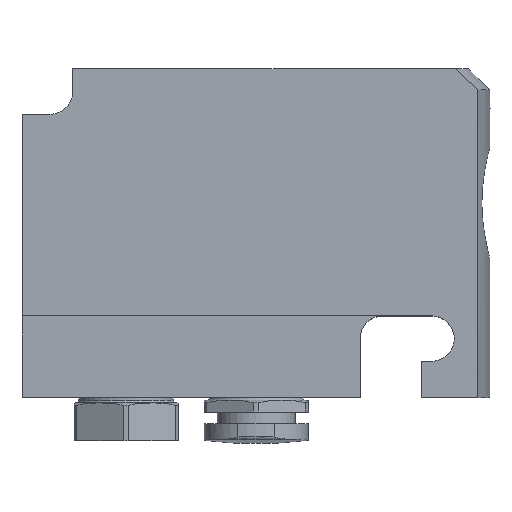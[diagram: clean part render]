
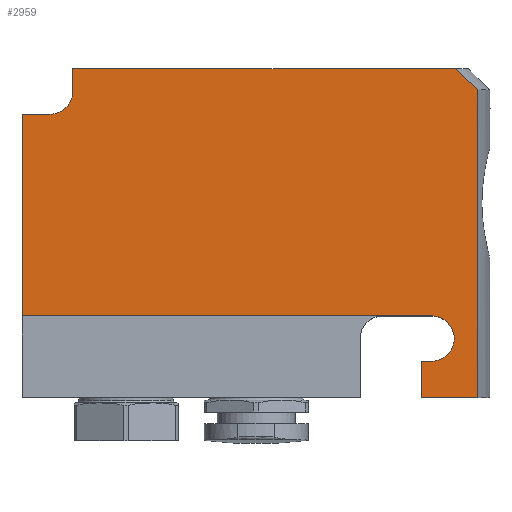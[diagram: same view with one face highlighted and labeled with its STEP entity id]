
A CAD part, top view. The second image highlights one B-rep face of the part: STEP entity #2959.
In plain terms, the highlighted planar face has unit normal (0, 0, 1).
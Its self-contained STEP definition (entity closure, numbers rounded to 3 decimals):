
#37=PLANE('',#3155);
#118=B_SPLINE_CURVE_WITH_KNOTS('',3,(#4340,#4341,#4342,#4343),
 .UNSPECIFIED.,.F.,.F.,(4,4),(0.003,0.006),
 .UNSPECIFIED.);
#188=LINE('',#4192,#286);
#194=LINE('',#4219,#292);
#199=LINE('',#4325,#297);
#200=LINE('',#4329,#298);
#201=LINE('',#4331,#299);
#202=LINE('',#4335,#300);
#203=LINE('',#4337,#301);
#204=LINE('',#4339,#302);
#205=LINE('',#4344,#303);
#286=VECTOR('',#3479,1000.);
#292=VECTOR('',#3489,1000.);
#297=VECTOR('',#3532,1000.);
#298=VECTOR('',#3537,1000.);
#299=VECTOR('',#3538,1000.);
#300=VECTOR('',#3541,1000.);
#301=VECTOR('',#3542,1000.);
#302=VECTOR('',#3543,1000.);
#303=VECTOR('',#3544,1000.);
#486=ORIENTED_EDGE('',*,*,#996,.F.);
#487=ORIENTED_EDGE('',*,*,#958,.T.);
#488=ORIENTED_EDGE('',*,*,#997,.F.);
#489=ORIENTED_EDGE('',*,*,#998,.F.);
#490=ORIENTED_EDGE('',*,*,#999,.F.);
#491=ORIENTED_EDGE('',*,*,#1000,.F.);
#492=ORIENTED_EDGE('',*,*,#1001,.T.);
#493=ORIENTED_EDGE('',*,*,#966,.F.);
#494=ORIENTED_EDGE('',*,*,#1002,.T.);
#495=ORIENTED_EDGE('',*,*,#994,.F.);
#496=ORIENTED_EDGE('',*,*,#1003,.F.);
#497=ORIENTED_EDGE('',*,*,#1004,.F.);
#958=EDGE_CURVE('',#1194,#1201,#188,.T.);
#966=EDGE_CURVE('',#1209,#1210,#194,.T.);
#994=EDGE_CURVE('',#1235,#1236,#199,.T.);
#996=EDGE_CURVE('',#1194,#1237,#200,.T.);
#997=EDGE_CURVE('',#1238,#1201,#201,.T.);
#998=EDGE_CURVE('',#1239,#1238,#1384,.F.);
#999=EDGE_CURVE('',#1240,#1239,#202,.T.);
#1000=EDGE_CURVE('',#1241,#1240,#203,.T.);
#1001=EDGE_CURVE('',#1241,#1210,#204,.T.);
#1002=EDGE_CURVE('',#1209,#1236,#118,.T.);
#1003=EDGE_CURVE('',#1242,#1235,#205,.T.);
#1004=EDGE_CURVE('',#1237,#1242,#1385,.F.);
#1194=VERTEX_POINT('',#4178);
#1201=VERTEX_POINT('',#4191);
#1209=VERTEX_POINT('',#4218);
#1210=VERTEX_POINT('',#4220);
#1235=VERTEX_POINT('',#4324);
#1236=VERTEX_POINT('',#4326);
#1237=VERTEX_POINT('',#4330);
#1238=VERTEX_POINT('',#4332);
#1239=VERTEX_POINT('',#4334);
#1240=VERTEX_POINT('',#4336);
#1241=VERTEX_POINT('',#4338);
#1242=VERTEX_POINT('',#4345);
#1384=CIRCLE('',#3156,1.75);
#1385=CIRCLE('',#3157,1.75);
#1497=EDGE_LOOP('',(#486,#487,#488,#489,#490,#491,#492,#493,#494,#495,#496,
#497));
#1712=FACE_BOUND('',#1497,.T.);
#2959=ADVANCED_FACE('',(#1712),#37,.F.);
#3155=AXIS2_PLACEMENT_3D('',#4328,#3535,#3536);
#3156=AXIS2_PLACEMENT_3D('',#4333,#3539,#3540);
#3157=AXIS2_PLACEMENT_3D('',#4346,#3545,#3546);
#3479=DIRECTION('',(0.,-1.,0.));
#3489=DIRECTION('',(0.,-1.,0.));
#3532=DIRECTION('',(1.,0.,0.));
#3535=DIRECTION('',(0.,0.,-1.));
#3536=DIRECTION('',(-1.,0.,0.));
#3537=DIRECTION('',(1.,0.,0.));
#3538=DIRECTION('',(-1.,0.,0.));
#3539=DIRECTION('',(0.,0.,-1.));
#3540=DIRECTION('',(-1.,0.,0.));
#3541=DIRECTION('',(1.,0.,0.));
#3542=DIRECTION('',(0.,1.,0.));
#3543=DIRECTION('',(1.,0.,0.));
#3544=DIRECTION('',(0.,1.,0.));
#3545=DIRECTION('',(0.,0.,-1.));
#3546=DIRECTION('',(-1.,0.,0.));
#4178=CARTESIAN_POINT('',(0.,21.8,5.25));
#4191=CARTESIAN_POINT('',(0.,6.3,5.25));
#4192=CARTESIAN_POINT('',(0.,25.3,5.25));
#4218=CARTESIAN_POINT('',(35.051,23.7,5.25));
#4219=CARTESIAN_POINT('',(35.051,25.3,5.25));
#4220=CARTESIAN_POINT('',(35.051,0.,5.25));
#4324=CARTESIAN_POINT('',(3.9,25.3,5.25));
#4325=CARTESIAN_POINT('',(0.,25.3,5.25));
#4326=CARTESIAN_POINT('',(33.329,25.3,5.25));
#4328=CARTESIAN_POINT('',(0.,25.3,5.25));
#4329=CARTESIAN_POINT('',(0.,21.8,5.25));
#4330=CARTESIAN_POINT('',(2.15,21.8,5.25));
#4331=CARTESIAN_POINT('',(0.,6.3,5.25));
#4332=CARTESIAN_POINT('',(31.5,6.3,5.25));
#4333=CARTESIAN_POINT('',(31.5,4.55,5.25));
#4334=CARTESIAN_POINT('',(31.5,2.8,5.25));
#4335=CARTESIAN_POINT('',(0.,2.8,5.25));
#4336=CARTESIAN_POINT('',(30.7,2.8,5.25));
#4337=CARTESIAN_POINT('',(30.7,25.3,5.25));
#4338=CARTESIAN_POINT('',(30.7,0.,5.25));
#4339=CARTESIAN_POINT('',(0.,0.,5.25));
#4340=CARTESIAN_POINT('',(35.051,23.7,5.25));
#4341=CARTESIAN_POINT('',(34.479,24.236,5.25));
#4342=CARTESIAN_POINT('',(33.905,24.769,5.25));
#4343=CARTESIAN_POINT('',(33.329,25.3,5.25));
#4344=CARTESIAN_POINT('',(3.9,25.3,5.25));
#4345=CARTESIAN_POINT('',(3.9,23.55,5.25));
#4346=CARTESIAN_POINT('',(2.15,23.55,5.25));
